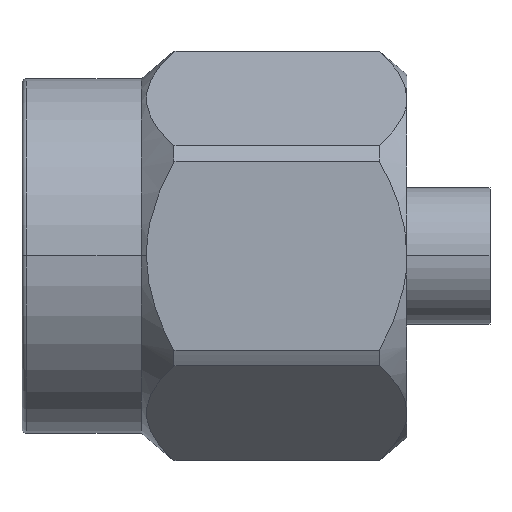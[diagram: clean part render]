
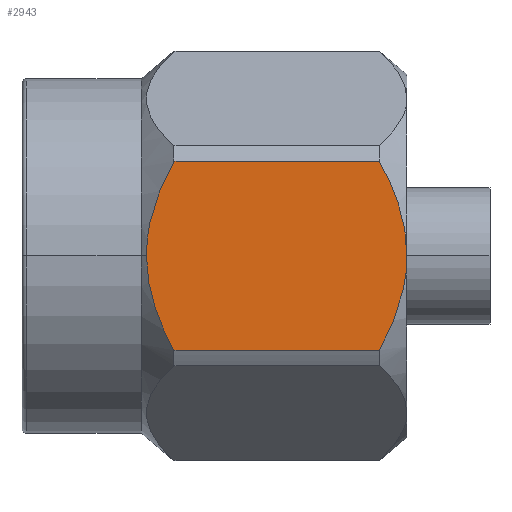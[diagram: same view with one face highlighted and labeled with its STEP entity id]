
A CAD part, top view. The second image highlights one B-rep face of the part: STEP entity #2943.
In plain terms, the highlighted planar face has unit normal (0, 0, 1).
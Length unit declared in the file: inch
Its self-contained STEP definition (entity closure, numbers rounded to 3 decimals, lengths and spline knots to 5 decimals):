
#38 = CARTESIAN_POINT ( 'NONE',  ( 0.33399, 0.00725, 0.15748 ) ) ;
#127 = VECTOR ( 'NONE', #729, 39.37008 ) ;
#221 = CARTESIAN_POINT ( 'NONE',  ( 0.33399, 0., 0.15748 ) ) ;
#246 = B_SPLINE_CURVE_WITH_KNOTS ( 'NONE', 3,
 ( #950, #1688, #1457, #959, #2400, #2626, #1192, #936, #3071, #1700 ),
 .UNSPECIFIED., .F., .F.,
 ( 4, 2, 2, 2, 4 ),
 ( 0.01139, 0.01193, 0.01247, 0.01302, 0.01356 ),
 .UNSPECIFIED. ) ;
#284 = EDGE_CURVE ( 'NONE', #977, #2042, #2892, .T. ) ;
#308 = CARTESIAN_POINT ( 'NONE',  ( 0.33338, 0.01449, 0.15748 ) ) ;
#359 = CARTESIAN_POINT ( 'NONE',  ( 0.12844, -0.07586, 0.15748 ) ) ;
#391 = CARTESIAN_POINT ( 'NONE',  ( 0.33399, 0., 0.15748 ) ) ;
#418 = CARTESIAN_POINT ( 'NONE',  ( 0.32246, -0.05638, 0.15748 ) ) ;
#425 = CARTESIAN_POINT ( 'NONE',  ( 0.32507, -0.04957, 0.15748 ) ) ;
#478 = DIRECTION ( 'NONE',  ( 0., 0., 1. ) ) ;
#555 = ORIENTED_EDGE ( 'NONE', *, *, #284, .T. ) ;
#729 = DIRECTION ( 'NONE',  ( -1., 0., 0. ) ) ;
#734 = FACE_OUTER_BOUND ( 'NONE', #1199, .T. ) ;
#749 = AXIS2_PLACEMENT_3D ( 'NONE', #1446, #478, #967 ) ;
#754 = CARTESIAN_POINT ( 'NONE',  ( 0.32252, 0.05623, 0.15748 ) ) ;
#908 = VECTOR ( 'NONE', #1387, 39.37008 ) ;
#936 = CARTESIAN_POINT ( 'NONE',  ( 0.10851, 0.0145, 0.15748 ) ) ;
#950 = CARTESIAN_POINT ( 'NONE',  ( 0.13186, 0.08208, 0.15748 ) ) ;
#959 = CARTESIAN_POINT ( 'NONE',  ( 0.11937, 0.05623, 0.15748 ) ) ;
#967 = DIRECTION ( 'NONE',  ( 0., -1., 0. ) ) ;
#977 = VERTEX_POINT ( 'NONE', #391 ) ;
#982 = CARTESIAN_POINT ( 'NONE',  ( 0.3167, 0.0694, 0.15748 ) ) ;
#990 = LINE ( 'NONE', #1654, #908 ) ;
#991 = CARTESIAN_POINT ( 'NONE',  ( 0.1079, 0., 0.15748 ) ) ;
#1001 = B_SPLINE_CURVE_WITH_KNOTS ( 'NONE', 3,
 ( #991, #1242, #2207, #1218, #2659, #2705, #359, #1978 ),
 .UNSPECIFIED., .F., .F.,
 ( 4, 2, 2, 4 ),
 ( 0.01356, 0.01465, 0.0152, 0.01575 ),
 .UNSPECIFIED. ) ;
#1003 = ORIENTED_EDGE ( 'NONE', *, *, #3064, .T. ) ;
#1018 = CARTESIAN_POINT ( 'NONE',  ( 0.13186, -0.08208, 0.15748 ) ) ;
#1024 = CARTESIAN_POINT ( 'NONE',  ( 0.13186, 0.08208, 0.15748 ) ) ;
#1139 = CARTESIAN_POINT ( 'NONE',  ( 0.33399, -0.01458, 0.15748 ) ) ;
#1192 = CARTESIAN_POINT ( 'NONE',  ( 0.1108, 0.02867, 0.15748 ) ) ;
#1198 = EDGE_CURVE ( 'NONE', #2042, #1765, #1889, .T. ) ;
#1199 = EDGE_LOOP ( 'NONE', ( #1003, #2560, #555, #1366, #2967, #2676 ) ) ;
#1218 = CARTESIAN_POINT ( 'NONE',  ( 0.11683, -0.0496, 0.15748 ) ) ;
#1230 = CARTESIAN_POINT ( 'NONE',  ( 0.32512, 0.04942, 0.15748 ) ) ;
#1242 = CARTESIAN_POINT ( 'NONE',  ( 0.1079, -0.01457, 0.15748 ) ) ;
#1247 = CARTESIAN_POINT ( 'NONE',  ( 0.3294, 0.03564, 0.15748 ) ) ;
#1328 = VERTEX_POINT ( 'NONE', #1711 ) ;
#1366 = ORIENTED_EDGE ( 'NONE', *, *, #1198, .T. ) ;
#1387 = DIRECTION ( 'NONE',  ( 1., 0., 0. ) ) ;
#1402 = CARTESIAN_POINT ( 'NONE',  ( 0.33155, -0.02876, 0.15748 ) ) ;
#1446 = CARTESIAN_POINT ( 'NONE',  ( -0.05971, 0.09092, 0.15748 ) ) ;
#1456 = VERTEX_POINT ( 'NONE', #1018 ) ;
#1457 = CARTESIAN_POINT ( 'NONE',  ( 0.12519, 0.0694, 0.15748 ) ) ;
#1525 = EDGE_CURVE ( 'NONE', #1765, #2784, #246, .T. ) ;
#1654 = CARTESIAN_POINT ( 'NONE',  ( 0., -0.08208, 0.15748 ) ) ;
#1656 = CARTESIAN_POINT ( 'NONE',  ( 0.31003, -0.08208, 0.15748 ) ) ;
#1661 = CARTESIAN_POINT ( 'NONE',  ( 0., 0.08208, 0.15748 ) ) ;
#1688 = CARTESIAN_POINT ( 'NONE',  ( 0.12841, 0.0758, 0.15748 ) ) ;
#1700 = CARTESIAN_POINT ( 'NONE',  ( 0.1079, 0., 0.15748 ) ) ;
#1711 = CARTESIAN_POINT ( 'NONE',  ( 0.31003, -0.08208, 0.15748 ) ) ;
#1765 = VERTEX_POINT ( 'NONE', #1024 ) ;
#1784 = EDGE_CURVE ( 'NONE', #2784, #1456, #1001, .T. ) ;
#1873 = CARTESIAN_POINT ( 'NONE',  ( 0.31003, 0.08208, 0.15748 ) ) ;
#1889 = LINE ( 'NONE', #1661, #127 ) ;
#1978 = CARTESIAN_POINT ( 'NONE',  ( 0.13186, -0.08208, 0.15748 ) ) ;
#2042 = VERTEX_POINT ( 'NONE', #1873 ) ;
#2076 = CARTESIAN_POINT ( 'NONE',  ( 0.31665, -0.06949, 0.15748 ) ) ;
#2141 = EDGE_CURVE ( 'NONE', #1328, #977, #2195, .T. ) ;
#2172 = CARTESIAN_POINT ( 'NONE',  ( 0.31348, 0.0758, 0.15748 ) ) ;
#2195 = B_SPLINE_CURVE_WITH_KNOTS ( 'NONE', 3,
 ( #1656, #2597, #2076, #418, #425, #1402, #1139, #221 ),
 .UNSPECIFIED., .F., .F.,
 ( 4, 2, 2, 4 ),
 ( 0.00996, 0.0105, 0.01104, 0.01213 ),
 .UNSPECIFIED. ) ;
#2207 = CARTESIAN_POINT ( 'NONE',  ( 0.11033, -0.02876, 0.15748 ) ) ;
#2400 = CARTESIAN_POINT ( 'NONE',  ( 0.11677, 0.04942, 0.15748 ) ) ;
#2404 = CARTESIAN_POINT ( 'NONE',  ( 0.33399, 0., 0.15748 ) ) ;
#2424 = CARTESIAN_POINT ( 'NONE',  ( 0.31003, 0.08208, 0.15748 ) ) ;
#2560 = ORIENTED_EDGE ( 'NONE', *, *, #2141, .T. ) ;
#2597 = CARTESIAN_POINT ( 'NONE',  ( 0.31345, -0.07586, 0.15748 ) ) ;
#2626 = CARTESIAN_POINT ( 'NONE',  ( 0.11249, 0.03565, 0.15748 ) ) ;
#2654 = CARTESIAN_POINT ( 'NONE',  ( 0.33109, 0.02866, 0.15748 ) ) ;
#2659 = CARTESIAN_POINT ( 'NONE',  ( 0.11944, -0.05639, 0.15748 ) ) ;
#2676 = ORIENTED_EDGE ( 'NONE', *, *, #1784, .T. ) ;
#2705 = CARTESIAN_POINT ( 'NONE',  ( 0.12523, -0.06949, 0.15748 ) ) ;
#2784 = VERTEX_POINT ( 'NONE', #3013 ) ;
#2875 = PLANE ( 'NONE',  #749 ) ;
#2892 = B_SPLINE_CURVE_WITH_KNOTS ( 'NONE', 3,
 ( #2404, #38, #308, #2654, #1247, #1230, #754, #982, #2172, #2424 ),
 .UNSPECIFIED., .F., .F.,
 ( 4, 2, 2, 2, 4 ),
 ( 0.01213, 0.01267, 0.01321, 0.01375, 0.01429 ),
 .UNSPECIFIED. ) ;
#2943 = ADVANCED_FACE ( 'NONE', ( #734 ), #2875, .T. ) ;
#2967 = ORIENTED_EDGE ( 'NONE', *, *, #1525, .T. ) ;
#3013 = CARTESIAN_POINT ( 'NONE',  ( 0.1079, 0., 0.15748 ) ) ;
#3064 = EDGE_CURVE ( 'NONE', #1456, #1328, #990, .T. ) ;
#3071 = CARTESIAN_POINT ( 'NONE',  ( 0.1079, 0.00724, 0.15748 ) ) ;
